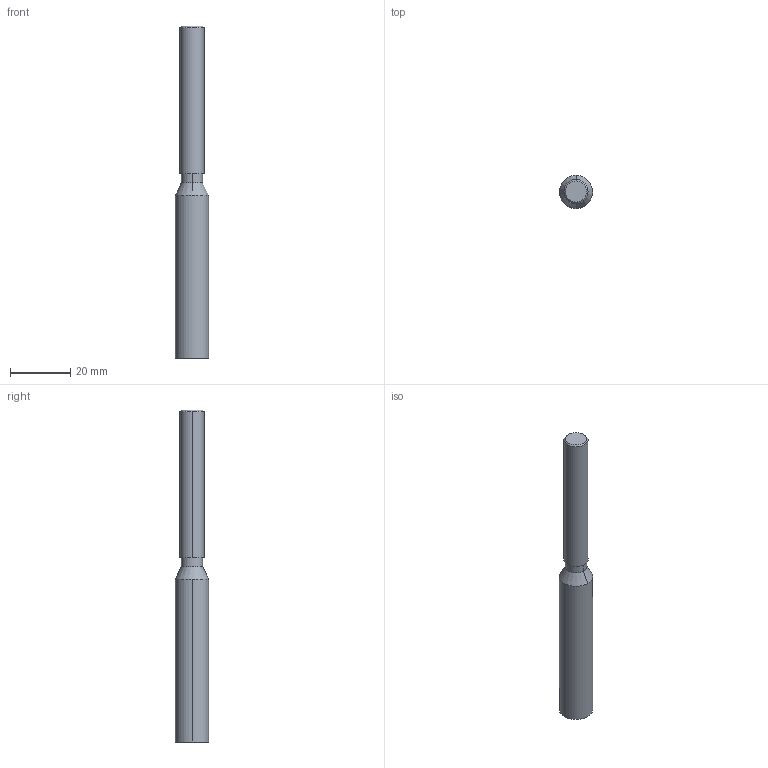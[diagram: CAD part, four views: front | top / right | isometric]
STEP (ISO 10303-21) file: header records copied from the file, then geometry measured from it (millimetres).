
FILE_DESCRIPTION (( 'STEP AP203' ), '1' );
FILE_NAME ('101000808-GL.STEP', '2018-03-13T15:53:36', ( '' ), ( '' ), 'SwSTEP 2.0', 'SolidWorks 2015', '' );
FILE_SCHEMA (( 'CONFIG_CONTROL_DESIGN' ));
Length unit declared in the file: millimetre
Products named in the file (1): 101000808-GL
Bounding box: 11 x 11 x 110 mm (x, y, z)
Volume: 5212.1 mm3; surface area: 4749.5 mm2
Topology: 1 solids, 1 shells, 267 faces, 688 edges, 455 vertices
Faces by surface type: bspline 136, plane 83, cylinder 40, cone 8
Entity records: 14188 total; most frequent: CARTESIAN_POINT 8470, ORIENTED_EDGE 1372, DIRECTION 772, EDGE_CURVE 686, VERTEX_POINT 455, LINE 304, VECTOR 304, EDGE_LOOP 301
